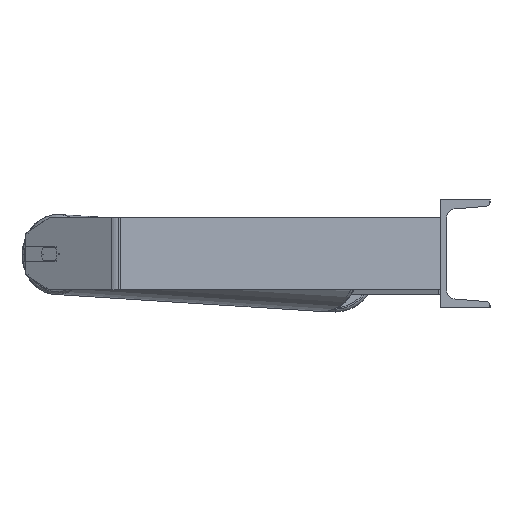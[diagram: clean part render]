
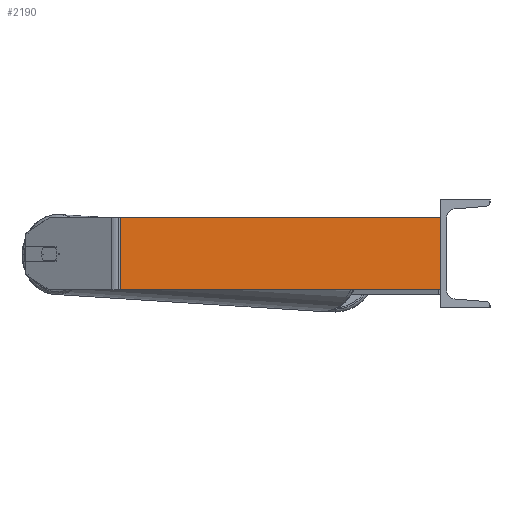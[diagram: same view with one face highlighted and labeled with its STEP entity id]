
A CAD part, left-side view. The second image highlights one B-rep face of the part: STEP entity #2190.
In plain terms, the highlighted planar face has unit normal (-0.996, -0.087, 0).
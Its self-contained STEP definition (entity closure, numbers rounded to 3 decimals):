
#126 = LINE ( 'NONE', #3606, #345 ) ;
#137 = VECTOR ( 'NONE', #994, 1000. ) ;
#153 = EDGE_CURVE ( 'NONE', #919, #1066, #3128, .T. ) ;
#183 = CARTESIAN_POINT ( 'NONE',  ( -916.12, 355.703, -40. ) ) ;
#345 = VECTOR ( 'NONE', #5182, 1000. ) ;
#608 = VERTEX_POINT ( 'NONE', #183 ) ;
#634 = ORIENTED_EDGE ( 'NONE', *, *, #3282, .T. ) ;
#720 = CARTESIAN_POINT ( 'NONE',  ( -916.56, 360.728, 40. ) ) ;
#919 = VERTEX_POINT ( 'NONE', #3356 ) ;
#994 = DIRECTION ( 'NONE',  ( 0.087, -0.996, 0. ) ) ;
#1066 = VERTEX_POINT ( 'NONE', #4317 ) ;
#1488 = ORIENTED_EDGE ( 'NONE', *, *, #8704, .F. ) ;
#1888 = CARTESIAN_POINT ( 'NONE',  ( -885., 0., 40. ) ) ;
#2048 = VERTEX_POINT ( 'NONE', #6231 ) ;
#2072 = DIRECTION ( 'NONE',  ( 0.996, 0.087, 0. ) ) ;
#2163 = FACE_OUTER_BOUND ( 'NONE', #8592, .T. ) ;
#2190 = ADVANCED_FACE ( 'NONE', ( #2163 ), #5065, .F. ) ;
#2259 = LINE ( 'NONE', #7368, #137 ) ;
#3128 = LINE ( 'NONE', #1888, #7744 ) ;
#3282 = EDGE_CURVE ( 'NONE', #2048, #608, #126, .T. ) ;
#3356 = CARTESIAN_POINT ( 'NONE',  ( -885., 0., 40. ) ) ;
#3519 = ORIENTED_EDGE ( 'NONE', *, *, #8668, .T. ) ;
#3606 = CARTESIAN_POINT ( 'NONE',  ( -916.12, 355.703, 40. ) ) ;
#3818 = LINE ( 'NONE', #5265, #9135 ) ;
#3990 = DIRECTION ( 'NONE',  ( 0., 0., -1. ) ) ;
#4168 = AXIS2_PLACEMENT_3D ( 'NONE', #720, #2072, #9131 ) ;
#4317 = CARTESIAN_POINT ( 'NONE',  ( -885., 0., -40. ) ) ;
#5065 = PLANE ( 'NONE',  #4168 ) ;
#5182 = DIRECTION ( 'NONE',  ( 0., 0., -1. ) ) ;
#5265 = CARTESIAN_POINT ( 'NONE',  ( -916.56, 360.728, -40. ) ) ;
#6011 = DIRECTION ( 'NONE',  ( 0.087, -0.996, 0. ) ) ;
#6231 = CARTESIAN_POINT ( 'NONE',  ( -916.12, 355.703, 40. ) ) ;
#7368 = CARTESIAN_POINT ( 'NONE',  ( -916.56, 360.728, 40. ) ) ;
#7456 = ORIENTED_EDGE ( 'NONE', *, *, #153, .F. ) ;
#7744 = VECTOR ( 'NONE', #3990, 1000. ) ;
#8592 = EDGE_LOOP ( 'NONE', ( #3519, #7456, #1488, #634 ) ) ;
#8668 = EDGE_CURVE ( 'NONE', #608, #1066, #3818, .T. ) ;
#8704 = EDGE_CURVE ( 'NONE', #2048, #919, #2259, .T. ) ;
#9131 = DIRECTION ( 'NONE',  ( -0.087, 0.996, 0. ) ) ;
#9135 = VECTOR ( 'NONE', #6011, 1000. ) ;
